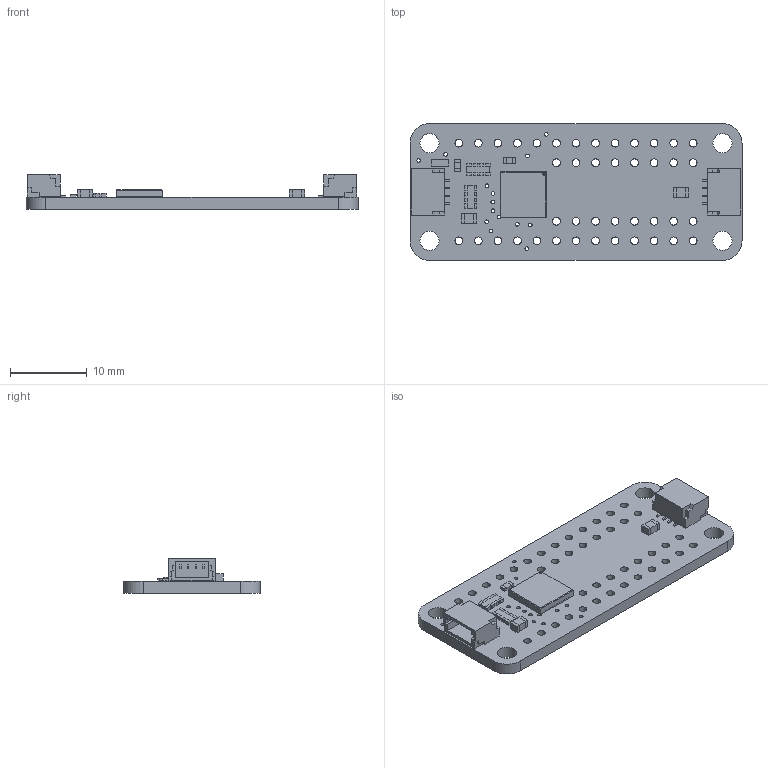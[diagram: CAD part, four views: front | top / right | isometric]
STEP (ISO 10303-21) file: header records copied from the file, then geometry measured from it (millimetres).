
FILE_DESCRIPTION(/* description */ (''),/* implementation_level */ '2;1');
FILE_NAME(/* name */ 'Adafruit MCP23017 GPIO Expander v1.step',/* time_stamp */ '2022-05-18T18:40:38-04:00',/* author */ (''),/* organization */ (''),/* preprocessor_version */ 'ST-DEVELOPER v18.1',/* originating_system */ 'Autodesk Translation Framework v10.14.0.1471',/* authorisation */ '');
FILE_SCHEMA (('AUTOMOTIVE_DESIGN { 1 0 10303 214 3 1 1 }'));
Length unit declared in the file: millimetre
Products named in the file (9): Adafruit MCP23017 GPIO Expander; PCB Component; Board; 10uF; 10k; 10K_1; STEMMA_I2C_QT; GREEN; MCP23017ML
Assembly tree (12 placements, depth 3):
  Adafruit MCP23017 GPIO Expander
    PCB Component
      Board
      10uF  x2
      10k  x2
      10K_1  x2
      STEMMA_I2C_QT  x2
      GREEN
      MCP23017ML
Bounding box: 43.18 x 17.78 x 4.53 mm (x, y, z)
Volume: 1240.9 mm3; surface area: 2403.1 mm2
Topology: 39 solids, 39 shells, 678 faces, 1759 edges, 1170 vertices
Faces by surface type: plane 577, cylinder 101
Full cylindrical faces by diameter (mm): 0.3 x1, 0.483 x22, 1 x42, 2.5 x4
Entity records: 15712 total; most frequent: CARTESIAN_POINT 2623, ORIENTED_EDGE 2526, DIRECTION 2505, EDGE_CURVE 1263, LINE 1061, VECTOR 1061, VERTEX_POINT 840, AXIS2_PLACEMENT_3D 722
